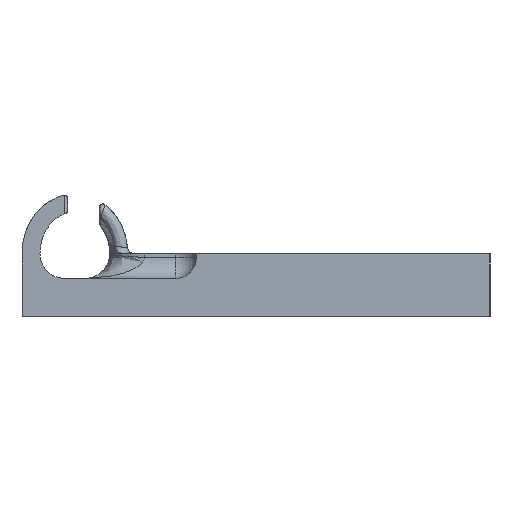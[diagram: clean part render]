
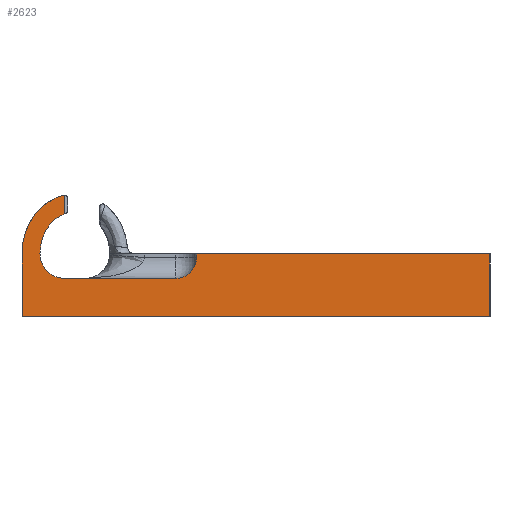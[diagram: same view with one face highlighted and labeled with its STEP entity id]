
A CAD part, front view. The second image highlights one B-rep face of the part: STEP entity #2623.
In plain terms, the highlighted planar face has unit normal (0, -1, 0).
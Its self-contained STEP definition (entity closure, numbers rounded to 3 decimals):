
#168=ELLIPSE('',#2860,8.574,7.574);
#169=ELLIPSE('',#2863,6.,5.);
#295=CIRCLE('',#2838,0.5);
#306=CIRCLE('',#2861,3.);
#307=CIRCLE('',#2862,3.5);
#433=FACE_OUTER_BOUND('',#599,.T.);
#599=EDGE_LOOP('',(#1942,#1943,#1944,#1945,#1946,#1947,#1948,#1949,#1950,
#1951,#1952,#1953));
#747=LINE('',#3916,#915);
#784=LINE('',#4554,#952);
#798=LINE('',#4619,#966);
#799=LINE('',#4621,#967);
#800=LINE('',#4623,#968);
#801=LINE('',#4625,#969);
#802=LINE('',#4629,#970);
#915=VECTOR('',#3110,10.);
#952=VECTOR('',#3271,10.);
#966=VECTOR('',#3343,10.);
#967=VECTOR('',#3344,10.);
#968=VECTOR('',#3345,10.);
#969=VECTOR('',#3346,10.);
#970=VECTOR('',#3349,10.);
#1093=VERTEX_POINT('',#3913);
#1094=VERTEX_POINT('',#3915);
#1176=VERTEX_POINT('',#4552);
#1177=VERTEX_POINT('',#4553);
#1183=VERTEX_POINT('',#4574);
#1195=VERTEX_POINT('',#4617);
#1196=VERTEX_POINT('',#4620);
#1197=VERTEX_POINT('',#4622);
#1198=VERTEX_POINT('',#4624);
#1199=VERTEX_POINT('',#4626);
#1200=VERTEX_POINT('',#4628);
#1201=VERTEX_POINT('',#4630);
#1354=EDGE_CURVE('',#1094,#1093,#747,.T.);
#1457=EDGE_CURVE('',#1176,#1177,#784,.T.);
#1468=EDGE_CURVE('',#1183,#1176,#295,.T.);
#1489=EDGE_CURVE('',#1195,#1183,#168,.T.);
#1490=EDGE_CURVE('',#1094,#1195,#798,.T.);
#1491=EDGE_CURVE('',#1093,#1196,#799,.T.);
#1492=EDGE_CURVE('',#1197,#1196,#800,.T.);
#1493=EDGE_CURVE('',#1197,#1198,#801,.T.);
#1494=EDGE_CURVE('',#1199,#1198,#306,.T.);
#1495=EDGE_CURVE('',#1199,#1200,#802,.T.);
#1496=EDGE_CURVE('',#1201,#1200,#307,.T.);
#1497=EDGE_CURVE('',#1177,#1201,#169,.T.);
#1942=ORIENTED_EDGE('',*,*,#1457,.F.);
#1943=ORIENTED_EDGE('',*,*,#1468,.F.);
#1944=ORIENTED_EDGE('',*,*,#1489,.F.);
#1945=ORIENTED_EDGE('',*,*,#1490,.F.);
#1946=ORIENTED_EDGE('',*,*,#1354,.T.);
#1947=ORIENTED_EDGE('',*,*,#1491,.T.);
#1948=ORIENTED_EDGE('',*,*,#1492,.F.);
#1949=ORIENTED_EDGE('',*,*,#1493,.T.);
#1950=ORIENTED_EDGE('',*,*,#1494,.F.);
#1951=ORIENTED_EDGE('',*,*,#1495,.T.);
#1952=ORIENTED_EDGE('',*,*,#1496,.F.);
#1953=ORIENTED_EDGE('',*,*,#1497,.F.);
#2549=PLANE('',#2859);
#2623=ADVANCED_FACE('',(#433),#2549,.T.);
#2838=AXIS2_PLACEMENT_3D('',#4576,#3289,#3290);
#2859=AXIS2_PLACEMENT_3D('',#4616,#3339,#3340);
#2860=AXIS2_PLACEMENT_3D('',#4618,#3341,#3342);
#2861=AXIS2_PLACEMENT_3D('',#4627,#3347,#3348);
#2862=AXIS2_PLACEMENT_3D('',#4631,#3350,#3351);
#2863=AXIS2_PLACEMENT_3D('',#4632,#3352,#3353);
#3110=DIRECTION('',(1.,0.,0.));
#3271=DIRECTION('',(0.,0.,-1.));
#3289=DIRECTION('center_axis',(0.,1.,0.));
#3290=DIRECTION('ref_axis',(0.616,0.,0.788));
#3339=DIRECTION('center_axis',(0.,-1.,0.));
#3340=DIRECTION('ref_axis',(1.,0.,0.));
#3341=DIRECTION('center_axis',(0.,1.,0.));
#3342=DIRECTION('ref_axis',(0.,0.,
1.));
#3343=DIRECTION('',(0.,0.,1.));
#3344=DIRECTION('',(0.,0.,1.));
#3345=DIRECTION('',(1.,0.,0.));
#3346=DIRECTION('',(0.,0.,-1.));
#3347=DIRECTION('center_axis',(0.,-1.,0.));
#3348=DIRECTION('ref_axis',(0.707,0.,-0.707));
#3349=DIRECTION('',(-1.,0.,0.));
#3350=DIRECTION('center_axis',(0.,-1.,0.));
#3351=DIRECTION('ref_axis',(-1.,0.,0.));
#3352=DIRECTION('center_axis',(0.,-1.,0.));
#3353=DIRECTION('ref_axis',(0.,0.,
1.));
#3913=CARTESIAN_POINT('',(-69.476,-17.511,0.));
#3915=CARTESIAN_POINT('',(-136.476,-17.511,0.));
#3916=CARTESIAN_POINT('',(-136.476,-17.511,0.));
#4552=CARTESIAN_POINT('',(-130.401,-17.511,17.39));
#4553=CARTESIAN_POINT('',(-130.401,-17.511,14.724));
#4554=CARTESIAN_POINT('',(-130.401,-17.511,10.5));
#4574=CARTESIAN_POINT('',(-130.522,-17.511,17.376));
#4576=CARTESIAN_POINT('Origin',(-130.401,-17.511,16.89));
#4616=CARTESIAN_POINT('Origin',(-136.476,-17.511,0.));
#4617=CARTESIAN_POINT('',(-136.476,-17.511,9.));
#4618=CARTESIAN_POINT('Origin',(-128.901,-17.511,9.));
#4619=CARTESIAN_POINT('',(-136.476,-17.511,5.));
#4620=CARTESIAN_POINT('',(-69.476,-17.511,9.));
#4621=CARTESIAN_POINT('',(-69.476,-17.511,0.));
#4622=CARTESIAN_POINT('',(-111.476,-17.511,9.));
#4623=CARTESIAN_POINT('',(-136.476,-17.511,9.));
#4624=CARTESIAN_POINT('',(-111.476,-17.511,8.5));
#4625=CARTESIAN_POINT('',(-111.476,-17.511,4.5));
#4626=CARTESIAN_POINT('',(-114.476,-17.511,5.5));
#4627=CARTESIAN_POINT('Origin',(-114.476,-17.511,8.5));
#4628=CARTESIAN_POINT('',(-130.401,-17.511,5.5));
#4629=CARTESIAN_POINT('',(-130.226,-17.511,5.5));
#4630=CARTESIAN_POINT('',(-133.901,-17.511,9.));
#4631=CARTESIAN_POINT('Origin',(-130.401,-17.511,9.));
#4632=CARTESIAN_POINT('Origin',(-128.901,-17.511,9.));
